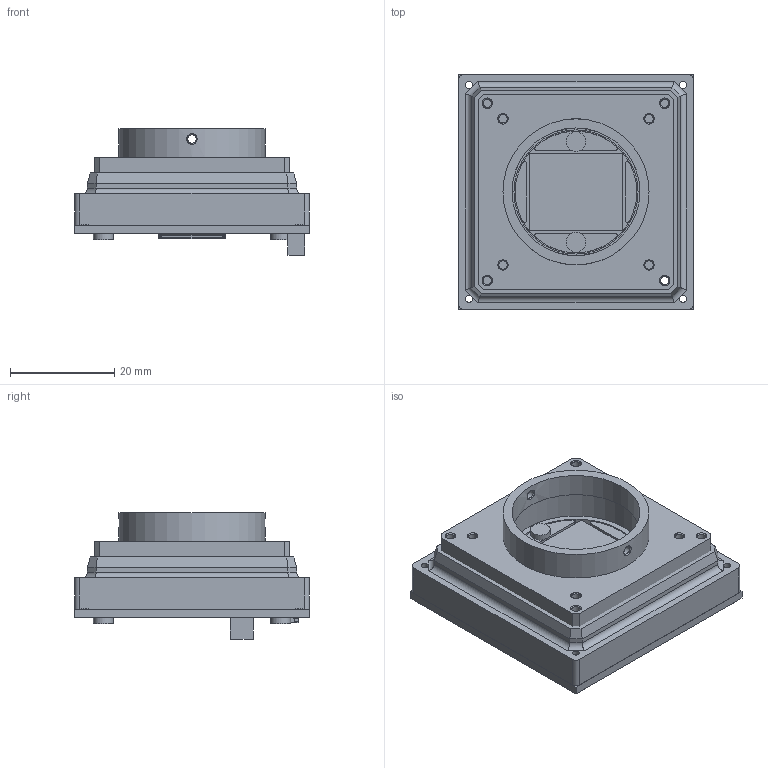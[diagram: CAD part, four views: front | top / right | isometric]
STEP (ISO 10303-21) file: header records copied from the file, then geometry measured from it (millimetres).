
FILE_DESCRIPTION(/* description */ (''),/* implementation_level */ '2;1');
FILE_NAME(/* name */ 'Adjustablemount_C_Springs.stp',/* time_stamp */ '2025-06-30T11:51:38-07:00',/* author */ (''),/* organization */ (''),/* preprocessor_version */ 'Fusion360',/* originating_system */ 'Fusion360',/* authorisation */ '');
FILE_SCHEMA (('AUTOMOTIVE_DESIGN { 1 0 10303 214 3 1 1 1 }'));
Length unit declared in the file: millimetre
Products named in the file (1): Adjustablemount_C_Springs_2_objects
Bounding box: 45 x 45 x 24.3 mm (x, y, z)
Volume: 16602.6 mm3; surface area: 19582.5 mm2
Topology: 22 solids, 22 shells, 978 faces, 2510 edges, 1625 vertices
Faces by surface type: plane 649, cylinder 257, cone 46, torus 24, bspline 2
Full cylindrical faces by diameter (mm): 1.6 x12, 1.85 x5, 2 x6, 2.7 x2, 3.6 x6, 3.8 x5, 13.5 x1, 23.3 x1, 23.8 x1, 24.5 x1, 26 x1, 28 x1
Entity records: 32692 total; most frequent: CARTESIAN_POINT 5574, DIRECTION 4733, ORIENTED_EDGE 4692, EDGE_CURVE 2346, LINE 1613, VECTOR 1613, VERTEX_POINT 1571, AXIS2_PLACEMENT_3D 1560
